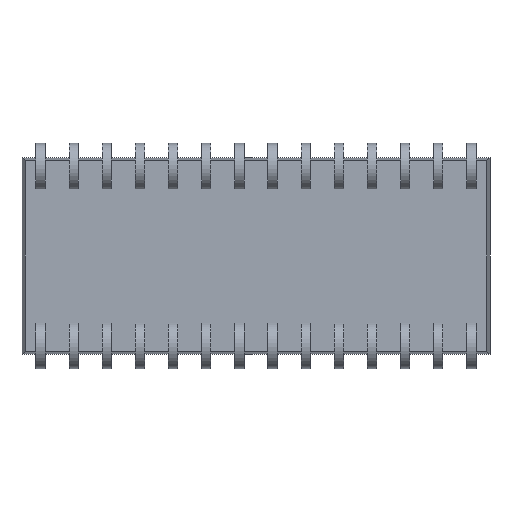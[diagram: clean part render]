
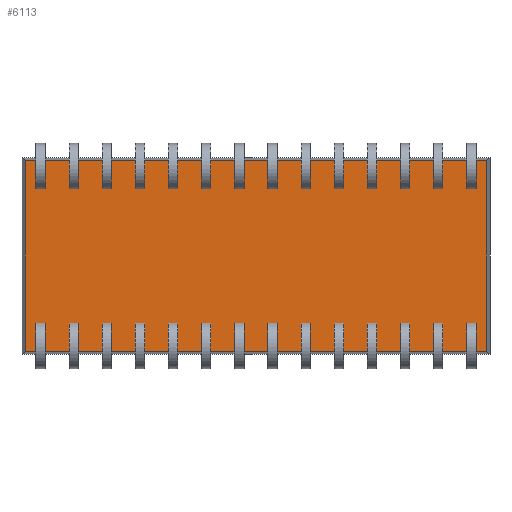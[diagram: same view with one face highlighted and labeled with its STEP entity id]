
A CAD part, front view. The second image highlights one B-rep face of the part: STEP entity #6113.
In plain terms, the highlighted planar face has unit normal (0, -1, 0).
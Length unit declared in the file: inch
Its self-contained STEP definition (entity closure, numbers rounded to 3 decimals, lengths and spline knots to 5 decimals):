
#108 = LINE ( 'NONE', #4485, #2570 ) ;
#499 = EDGE_CURVE ( 'NONE', #10695, #10055, #11249, .T. ) ;
#759 = EDGE_CURVE ( 'NONE', #2895, #9058, #4632, .T. ) ;
#1279 = DIRECTION ( 'NONE',  ( 0., 0., -1. ) ) ;
#1404 = CARTESIAN_POINT ( 'NONE',  ( -0.34832, -0.0575, -0.14332 ) ) ;
#2060 = FACE_OUTER_BOUND ( 'NONE', #4201, .T. ) ;
#2325 = CARTESIAN_POINT ( 'NONE',  ( 0., -0.0575, 0. ) ) ;
#2570 = VECTOR ( 'NONE', #10947, 39.37008 ) ;
#2883 = ORIENTED_EDGE ( 'NONE', *, *, #759, .T. ) ;
#2895 = VERTEX_POINT ( 'NONE', #1404 ) ;
#3208 = DIRECTION ( 'NONE',  ( 1., 0., 0. ) ) ;
#3415 = DIRECTION ( 'NONE',  ( 0., 0., -1. ) ) ;
#4201 = EDGE_LOOP ( 'NONE', ( #5126, #11901, #2883, #11748 ) ) ;
#4485 = CARTESIAN_POINT ( 'NONE',  ( 0.34832, -0.0575, -0.148 ) ) ;
#4632 = LINE ( 'NONE', #11823, #11326 ) ;
#4641 = CARTESIAN_POINT ( 'NONE',  ( -0.34832, -0.0575, 0.14332 ) ) ;
#5126 = ORIENTED_EDGE ( 'NONE', *, *, #499, .T. ) ;
#5413 = VECTOR ( 'NONE', #10317, 39.37008 ) ;
#5670 = CARTESIAN_POINT ( 'NONE',  ( -0.34832, -0.0575, 0.148 ) ) ;
#6113 = ADVANCED_FACE ( 'NONE', ( #2060 ), #10909, .T. ) ;
#7746 = EDGE_CURVE ( 'NONE', #9058, #10695, #108, .T. ) ;
#8053 = LINE ( 'NONE', #5670, #8212 ) ;
#8212 = VECTOR ( 'NONE', #1279, 39.37008 ) ;
#8644 = CARTESIAN_POINT ( 'NONE',  ( 0.34832, -0.0575, -0.14332 ) ) ;
#9058 = VERTEX_POINT ( 'NONE', #8644 ) ;
#9646 = DIRECTION ( 'NONE',  ( 0., -1., 0. ) ) ;
#10055 = VERTEX_POINT ( 'NONE', #4641 ) ;
#10317 = DIRECTION ( 'NONE',  ( -1., 0., 0. ) ) ;
#10695 = VERTEX_POINT ( 'NONE', #11396 ) ;
#10909 = PLANE ( 'NONE',  #13576 ) ;
#10947 = DIRECTION ( 'NONE',  ( 0., 0., 1. ) ) ;
#11249 = LINE ( 'NONE', #13608, #5413 ) ;
#11326 = VECTOR ( 'NONE', #3208, 39.37008 ) ;
#11396 = CARTESIAN_POINT ( 'NONE',  ( 0.34832, -0.0575, 0.14332 ) ) ;
#11748 = ORIENTED_EDGE ( 'NONE', *, *, #7746, .T. ) ;
#11823 = CARTESIAN_POINT ( 'NONE',  ( -0.353, -0.0575, -0.14332 ) ) ;
#11901 = ORIENTED_EDGE ( 'NONE', *, *, #12149, .T. ) ;
#12149 = EDGE_CURVE ( 'NONE', #10055, #2895, #8053, .T. ) ;
#13576 = AXIS2_PLACEMENT_3D ( 'NONE', #2325, #9646, #3415 ) ;
#13608 = CARTESIAN_POINT ( 'NONE',  ( 0.353, -0.0575, 0.14332 ) ) ;
